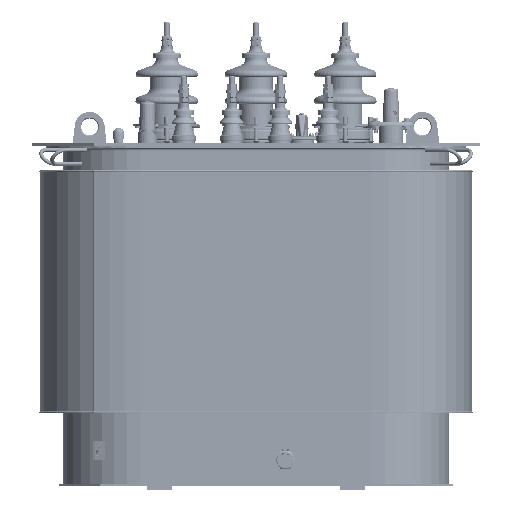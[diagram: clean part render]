
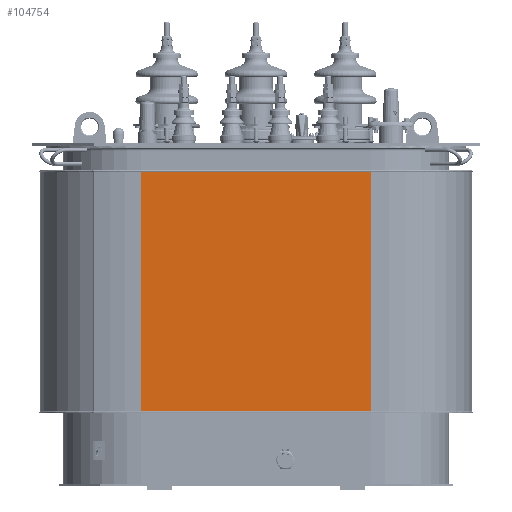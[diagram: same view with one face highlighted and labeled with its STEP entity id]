
A CAD part, front view. The second image highlights one B-rep face of the part: STEP entity #104754.
In plain terms, the highlighted planar face has unit normal (0, -1, 0).
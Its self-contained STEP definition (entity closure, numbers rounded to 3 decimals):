
#11664=LINE('',#225994,#16645);
#11693=LINE('',#226105,#16674);
#11694=LINE('',#226107,#16675);
#11695=LINE('',#226108,#16676);
#16645=VECTOR('',#140351,50.);
#16674=VECTOR('',#140470,50.);
#16675=VECTOR('',#140473,47.8);
#16676=VECTOR('',#140474,47.8);
#18681=PLANE('',#115031);
#26622=FACE_OUTER_BOUND('',#34563,.T.);
#34563=EDGE_LOOP('',(#90528,#90529,#90530,#90531));
#48539=VERTEX_POINT('',#225990);
#48541=VERTEX_POINT('',#225993);
#48577=VERTEX_POINT('',#226101);
#48578=VERTEX_POINT('',#226103);
#62483=EDGE_CURVE('',#48539,#48541,#11664,.T.);
#62539=EDGE_CURVE('',#48577,#48578,#11693,.T.);
#62540=EDGE_CURVE('',#48577,#48539,#11694,.T.);
#62541=EDGE_CURVE('',#48541,#48578,#11695,.T.);
#90528=ORIENTED_EDGE('',*,*,#62540,.F.);
#90529=ORIENTED_EDGE('',*,*,#62539,.T.);
#90530=ORIENTED_EDGE('',*,*,#62541,.F.);
#90531=ORIENTED_EDGE('',*,*,#62483,.F.);
#104754=ADVANCED_FACE('',(#26622),#18681,.T.);
#115031=AXIS2_PLACEMENT_3D('',#226106,#140471,#140472);
#140351=DIRECTION('',(0.,0.,1.));
#140470=DIRECTION('',(0.,0.,1.));
#140471=DIRECTION('center_axis',(0.,-1.,0.));
#140472=DIRECTION('ref_axis',(1.,0.,0.));
#140473=DIRECTION('',(-1.,0.,0.));
#140474=DIRECTION('',(1.,0.,0.));
#225990=CARTESIAN_POINT('',(-23.9,-33.8,14.9));
#225993=CARTESIAN_POINT('',(-23.9,-33.8,64.9));
#225994=CARTESIAN_POINT('',(-23.9,-33.8,14.9));
#226101=CARTESIAN_POINT('',(23.9,-33.8,14.9));
#226103=CARTESIAN_POINT('',(23.9,-33.8,64.9));
#226105=CARTESIAN_POINT('',(23.9,-33.8,14.9));
#226106=CARTESIAN_POINT('Origin',(-23.9,-33.8,14.9));
#226107=CARTESIAN_POINT('',(23.9,-33.8,14.9));
#226108=CARTESIAN_POINT('',(23.9,-33.8,64.9));
